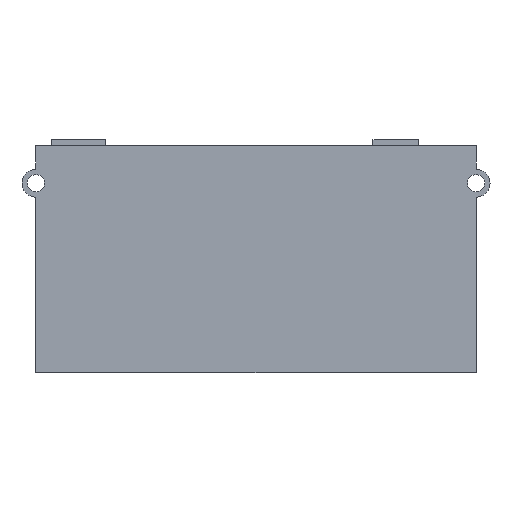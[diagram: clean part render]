
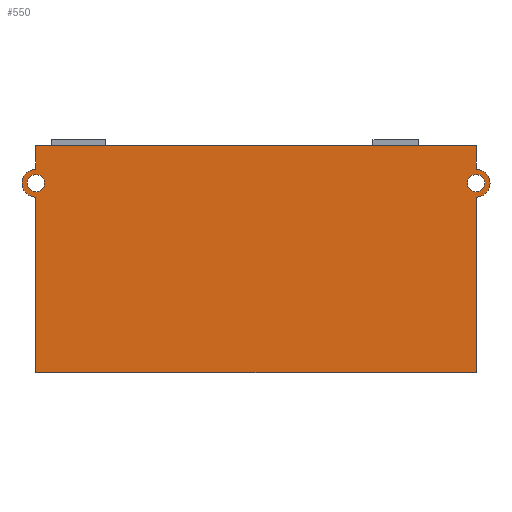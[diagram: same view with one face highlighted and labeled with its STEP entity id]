
A CAD part, front view. The second image highlights one B-rep face of the part: STEP entity #550.
In plain terms, the highlighted planar face has unit normal (0, -1, 0).
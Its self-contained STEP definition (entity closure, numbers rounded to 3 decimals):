
#18=FACE_BOUND('',#93,.T.);
#19=FACE_BOUND('',#94,.T.);
#21=CIRCLE('',#584,1.1);
#23=CIRCLE('',#587,1.1);
#24=CIRCLE('',#592,1.8);
#26=CIRCLE('',#598,1.8);
#60=FACE_OUTER_BOUND('',#92,.T.);
#92=EDGE_LOOP('',(#487,#488,#489,#490,#491,#492,#493,#494));
#93=EDGE_LOOP('',(#495));
#94=EDGE_LOOP('',(#496));
#139=LINE('',#847,#205);
#143=LINE('',#855,#209);
#148=LINE('',#863,#214);
#152=LINE('',#875,#218);
#155=LINE('',#881,#221);
#158=LINE('',#887,#224);
#205=VECTOR('',#696,10.);
#209=VECTOR('',#702,10.);
#214=VECTOR('',#709,10.);
#218=VECTOR('',#721,10.);
#221=VECTOR('',#726,10.);
#224=VECTOR('',#731,10.);
#256=VERTEX_POINT('',#835);
#258=VERTEX_POINT('',#841);
#259=VERTEX_POINT('',#845);
#260=VERTEX_POINT('',#846);
#263=VERTEX_POINT('',#854);
#265=VERTEX_POINT('',#862);
#267=VERTEX_POINT('',#868);
#269=VERTEX_POINT('',#874);
#271=VERTEX_POINT('',#880);
#273=VERTEX_POINT('',#886);
#319=EDGE_CURVE('',#256,#256,#21,.T.);
#322=EDGE_CURVE('',#258,#258,#23,.T.);
#323=EDGE_CURVE('',#259,#260,#139,.T.);
#327=EDGE_CURVE('',#260,#263,#143,.T.);
#332=EDGE_CURVE('',#263,#265,#148,.T.);
#335=EDGE_CURVE('',#267,#265,#24,.T.);
#338=EDGE_CURVE('',#267,#269,#152,.T.);
#341=EDGE_CURVE('',#269,#271,#155,.T.);
#344=EDGE_CURVE('',#271,#273,#158,.T.);
#347=EDGE_CURVE('',#259,#273,#26,.T.);
#487=ORIENTED_EDGE('',*,*,#347,.F.);
#488=ORIENTED_EDGE('',*,*,#323,.T.);
#489=ORIENTED_EDGE('',*,*,#327,.T.);
#490=ORIENTED_EDGE('',*,*,#332,.T.);
#491=ORIENTED_EDGE('',*,*,#335,.F.);
#492=ORIENTED_EDGE('',*,*,#338,.T.);
#493=ORIENTED_EDGE('',*,*,#341,.T.);
#494=ORIENTED_EDGE('',*,*,#344,.T.);
#495=ORIENTED_EDGE('',*,*,#322,.F.);
#496=ORIENTED_EDGE('',*,*,#319,.F.);
#521=PLANE('',#601);
#550=ADVANCED_FACE('',(#60,#18,#19),#521,.F.);
#584=AXIS2_PLACEMENT_3D('',#837,#685,#686);
#587=AXIS2_PLACEMENT_3D('',#843,#692,#693);
#592=AXIS2_PLACEMENT_3D('',#869,#714,#715);
#598=AXIS2_PLACEMENT_3D('',#892,#736,#737);
#601=AXIS2_PLACEMENT_3D('',#895,#742,#743);
#685=DIRECTION('center_axis',(0.,-1.,0.));
#686=DIRECTION('ref_axis',(1.,0.,0.));
#692=DIRECTION('center_axis',(0.,-1.,0.));
#693=DIRECTION('ref_axis',(1.,0.,0.));
#696=DIRECTION('',(0.,0.,1.));
#702=DIRECTION('',(-1.,0.,0.));
#709=DIRECTION('',(0.,0.,-1.));
#714=DIRECTION('center_axis',(0.,1.,0.));
#715=DIRECTION('ref_axis',(0.,0.,-1.));
#721=DIRECTION('',(0.,0.,-1.));
#726=DIRECTION('',(1.,0.,0.));
#731=DIRECTION('',(0.,0.,1.));
#736=DIRECTION('center_axis',(0.,1.,0.));
#737=DIRECTION('ref_axis',(0.,0.,1.));
#742=DIRECTION('center_axis',(0.,1.,0.));
#743=DIRECTION('ref_axis',(1.,0.,0.));
#835=CARTESIAN_POINT('',(27.2,0.,22.03));
#837=CARTESIAN_POINT('Origin',(28.3,0.,22.03));
#841=CARTESIAN_POINT('',(-29.4,0.,22.03));
#843=CARTESIAN_POINT('Origin',(-28.3,0.,22.03));
#845=CARTESIAN_POINT('',(28.3,0.,23.83));
#846=CARTESIAN_POINT('',(28.3,0.,26.86));
#847=CARTESIAN_POINT('',(28.3,0.,23.83));
#854=CARTESIAN_POINT('',(-28.3,0.,26.86));
#855=CARTESIAN_POINT('',(28.3,0.,26.86));
#862=CARTESIAN_POINT('',(-28.3,0.,23.83));
#863=CARTESIAN_POINT('',(-28.3,0.,26.86));
#868=CARTESIAN_POINT('',(-28.3,0.,20.23));
#869=CARTESIAN_POINT('Origin',(-28.3,0.,22.03));
#874=CARTESIAN_POINT('',(-28.3,0.,-2.34));
#875=CARTESIAN_POINT('',(-28.3,0.,20.23));
#880=CARTESIAN_POINT('',(28.3,0.,-2.34));
#881=CARTESIAN_POINT('',(-28.3,0.,-2.34));
#886=CARTESIAN_POINT('',(28.3,0.,20.23));
#887=CARTESIAN_POINT('',(28.3,0.,-2.34));
#892=CARTESIAN_POINT('Origin',(28.3,0.,22.03));
#895=CARTESIAN_POINT('Origin',(0.,0.,12.26));
